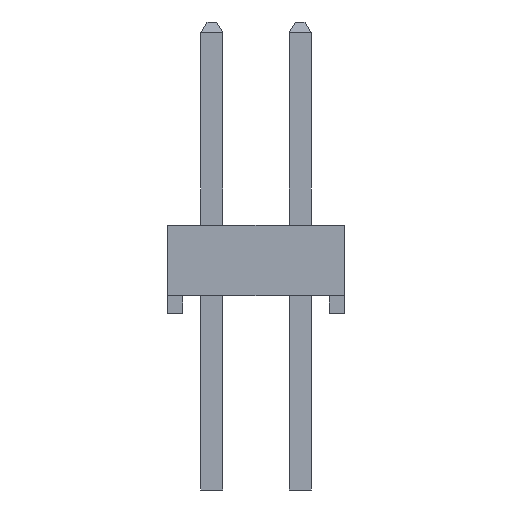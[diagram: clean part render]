
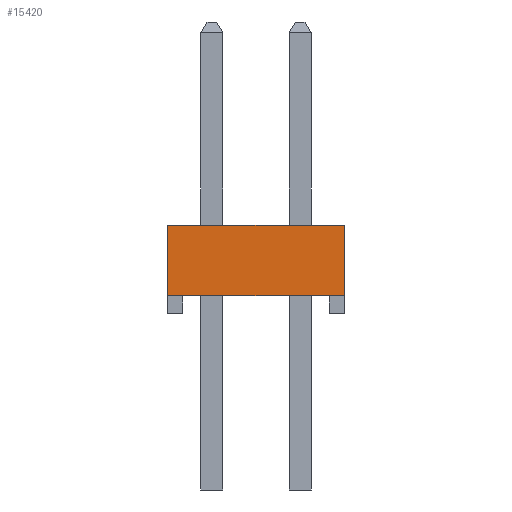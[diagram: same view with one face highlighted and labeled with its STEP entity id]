
A CAD part, left-side view. The second image highlights one B-rep face of the part: STEP entity #15420.
In plain terms, the highlighted planar face has unit normal (-1, 0, 0).
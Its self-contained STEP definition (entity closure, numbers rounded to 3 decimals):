
#248=FACE_OUTER_BOUND('',#1232,.T.);
#1232=EDGE_LOOP('',(#10153,#10154,#10155,#10156));
#2229=LINE('',#21676,#4393);
#2241=LINE('',#21701,#4405);
#2242=LINE('',#21702,#4406);
#2243=LINE('',#21703,#4407);
#4393=VECTOR('',#17536,5.08);
#4405=VECTOR('',#17550,5.08);
#4406=VECTOR('',#17551,2.032);
#4407=VECTOR('',#17552,2.032);
#6549=VERTEX_POINT('',#21673);
#6550=VERTEX_POINT('',#21675);
#6561=VERTEX_POINT('',#21699);
#6562=VERTEX_POINT('',#21700);
#7957=EDGE_CURVE('',#6549,#6550,#2229,.T.);
#7969=EDGE_CURVE('',#6561,#6562,#2241,.T.);
#7970=EDGE_CURVE('',#6550,#6562,#2242,.T.);
#7971=EDGE_CURVE('',#6561,#6549,#2243,.T.);
#10153=ORIENTED_EDGE('',*,*,#7969,.T.);
#10154=ORIENTED_EDGE('',*,*,#7970,.F.);
#10155=ORIENTED_EDGE('',*,*,#7957,.F.);
#10156=ORIENTED_EDGE('',*,*,#7971,.F.);
#14436=PLANE('',#16515);
#15420=ADVANCED_FACE('',(#248),#14436,.F.);
#16515=AXIS2_PLACEMENT_3D('',#21698,#17548,#17549);
#17536=DIRECTION('',(0.,1.,0.));
#17548=DIRECTION('center_axis',(1.,0.,0.));
#17549=DIRECTION('ref_axis',(0.,1.,0.));
#17550=DIRECTION('',(0.,1.,0.));
#17551=DIRECTION('',(0.,0.,1.));
#17552=DIRECTION('',(0.,0.,-1.));
#21673=CARTESIAN_POINT('',(-20.32,-2.54,0.508));
#21675=CARTESIAN_POINT('',(-20.32,2.54,0.508));
#21676=CARTESIAN_POINT('',(-20.32,0.,0.508));
#21698=CARTESIAN_POINT('Origin',(-20.32,0.,1.524));
#21699=CARTESIAN_POINT('',(-20.32,-2.54,2.54));
#21700=CARTESIAN_POINT('',(-20.32,2.54,2.54));
#21701=CARTESIAN_POINT('',(-20.32,0.,2.54));
#21702=CARTESIAN_POINT('',(-20.32,2.54,1.524));
#21703=CARTESIAN_POINT('',(-20.32,-2.54,1.524));
